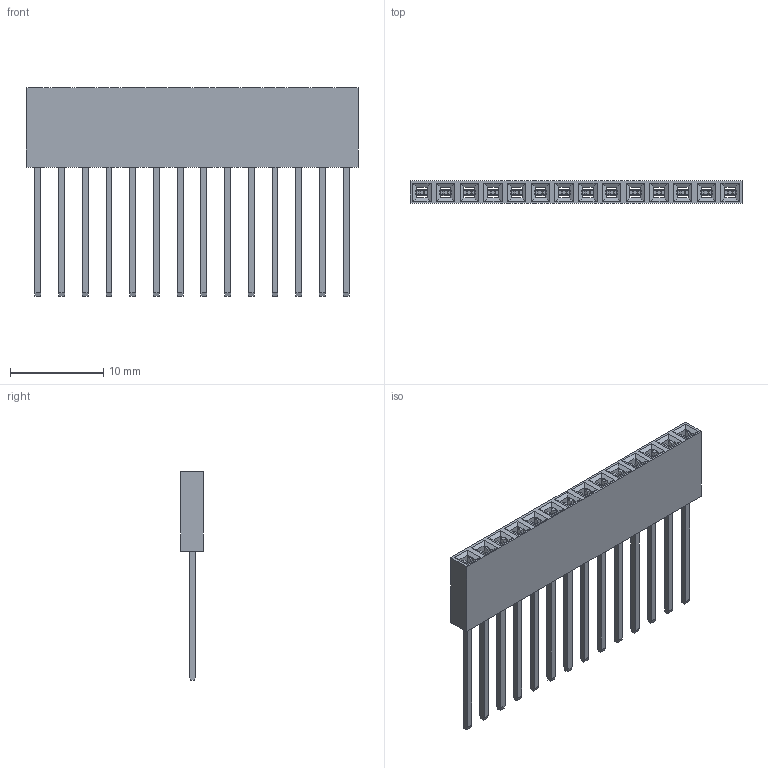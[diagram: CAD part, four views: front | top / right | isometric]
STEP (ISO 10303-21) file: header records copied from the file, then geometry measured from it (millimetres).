
FILE_DESCRIPTION(('FreeCAD Model'),'2;1');
FILE_NAME('Open CASCADE Shape Model','2021-05-05T20:19:57',('Author'),( ''),'Open CASCADE STEP processor 7.5','FreeCAD','Unknown');
FILE_SCHEMA(('AUTOMOTIVE_DESIGN { 1 0 10303 214 1 1 1 1 }'));
Length unit declared in the file: millimetre
Products named in the file (3): Hdr Con Female Stackable v8; Component1; Component3
Assembly tree (2 placements, depth 2):
  Hdr Con Female Stackable v8
    Component1
    Component3
Bounding box: 35.56 x 2.41 x 22.35 mm (x, y, z)
Volume: 707.5 mm3; surface area: 2266.6 mm2
Topology: 15 solids, 15 shells, 468 faces, 3064 edges, 8184 vertices
Faces by surface type: plane 468
Entity records: 53979 total; most frequent: CARTESIAN_POINT 14151, DIRECTION 6438, LINE 5496, VECTOR 5496, ORIENTED_EDGE 2432, PCURVE 2432, DEFINITIONAL_REPRESENTATION 2432, GEOMETRIC_CURVE_SET 1849
